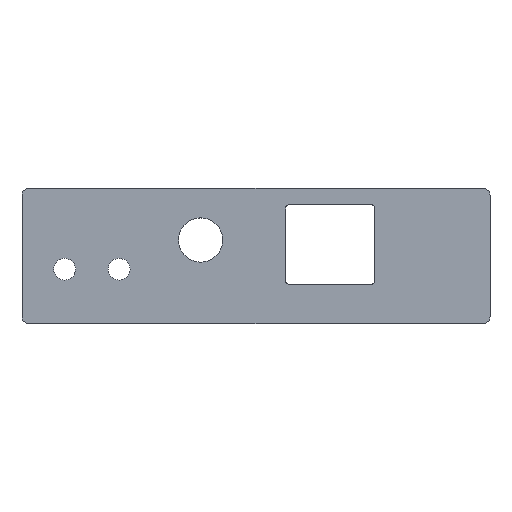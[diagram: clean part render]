
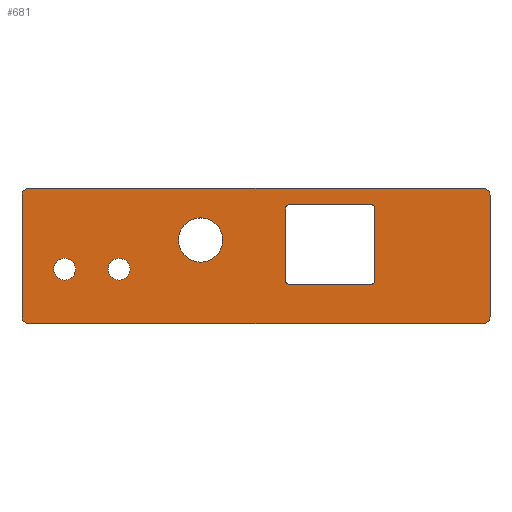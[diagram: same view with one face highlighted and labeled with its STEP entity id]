
A CAD part, top view. The second image highlights one B-rep face of the part: STEP entity #681.
In plain terms, the highlighted planar face has unit normal (0, 0, 1).
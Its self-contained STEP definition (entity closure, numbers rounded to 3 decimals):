
#42 = VERTEX_POINT('',#43);
#43 = CARTESIAN_POINT('',(33.375,9.925,1.6));
#49 = EDGE_CURVE('',#42,#50,#52,.T.);
#50 = VERTEX_POINT('',#51);
#51 = CARTESIAN_POINT('',(34.375,8.925,1.6));
#52 = CIRCLE('',#53,1.);
#53 = AXIS2_PLACEMENT_3D('',#54,#55,#56);
#54 = CARTESIAN_POINT('',(33.375,8.925,1.6));
#55 = DIRECTION('',(0.,0.,-1.));
#56 = DIRECTION('',(0.,1.,0.));
#82 = EDGE_CURVE('',#50,#83,#85,.T.);
#83 = VERTEX_POINT('',#84);
#84 = CARTESIAN_POINT('',(34.375,-8.925,1.6));
#85 = LINE('',#86,#87);
#86 = CARTESIAN_POINT('',(34.375,8.925,1.6));
#87 = VECTOR('',#88,1.);
#88 = DIRECTION('',(0.,-1.,0.));
#113 = EDGE_CURVE('',#83,#114,#116,.T.);
#114 = VERTEX_POINT('',#115);
#115 = CARTESIAN_POINT('',(33.375,-9.925,1.6));
#116 = CIRCLE('',#117,1.);
#117 = AXIS2_PLACEMENT_3D('',#118,#119,#120);
#118 = CARTESIAN_POINT('',(33.375,-8.925,1.6));
#119 = DIRECTION('',(0.,0.,-1.));
#120 = DIRECTION('',(1.,0.,0.));
#146 = EDGE_CURVE('',#114,#147,#149,.T.);
#147 = VERTEX_POINT('',#148);
#148 = CARTESIAN_POINT('',(-33.375,-9.925,1.6));
#149 = LINE('',#150,#151);
#150 = CARTESIAN_POINT('',(33.375,-9.925,1.6));
#151 = VECTOR('',#152,1.);
#152 = DIRECTION('',(-1.,0.,0.));
#177 = EDGE_CURVE('',#147,#178,#180,.T.);
#178 = VERTEX_POINT('',#179);
#179 = CARTESIAN_POINT('',(-34.375,-8.925,1.6));
#180 = CIRCLE('',#181,1.);
#181 = AXIS2_PLACEMENT_3D('',#182,#183,#184);
#182 = CARTESIAN_POINT('',(-33.375,-8.925,1.6));
#183 = DIRECTION('',(0.,0.,-1.));
#184 = DIRECTION('',(0.,-1.,0.));
#210 = EDGE_CURVE('',#178,#211,#213,.T.);
#211 = VERTEX_POINT('',#212);
#212 = CARTESIAN_POINT('',(-34.375,8.925,1.6));
#213 = LINE('',#214,#215);
#214 = CARTESIAN_POINT('',(-34.375,-8.925,1.6));
#215 = VECTOR('',#216,1.);
#216 = DIRECTION('',(0.,1.,0.));
#241 = EDGE_CURVE('',#211,#242,#244,.T.);
#242 = VERTEX_POINT('',#243);
#243 = CARTESIAN_POINT('',(-33.375,9.925,1.6));
#244 = CIRCLE('',#245,1.);
#245 = AXIS2_PLACEMENT_3D('',#246,#247,#248);
#246 = CARTESIAN_POINT('',(-33.375,8.925,1.6));
#247 = DIRECTION('',(0.,0.,-1.));
#248 = DIRECTION('',(-1.,0.,-0.));
#274 = EDGE_CURVE('',#242,#42,#275,.T.);
#275 = LINE('',#276,#277);
#276 = CARTESIAN_POINT('',(-33.375,9.925,1.6));
#277 = VECTOR('',#278,1.);
#278 = DIRECTION('',(1.,0.,0.));
#298 = VERTEX_POINT('',#299);
#299 = CARTESIAN_POINT('',(4.875,7.55,1.6));
#305 = EDGE_CURVE('',#298,#306,#308,.T.);
#306 = VERTEX_POINT('',#307);
#307 = CARTESIAN_POINT('',(4.375,7.05,1.6));
#308 = CIRCLE('',#309,0.5);
#309 = AXIS2_PLACEMENT_3D('',#310,#311,#312);
#310 = CARTESIAN_POINT('',(4.875,7.05,1.6));
#311 = DIRECTION('',(0.,0.,1.));
#312 = DIRECTION('',(0.,1.,0.));
#338 = EDGE_CURVE('',#306,#339,#341,.T.);
#339 = VERTEX_POINT('',#340);
#340 = CARTESIAN_POINT('',(4.375,-3.65,1.6));
#341 = LINE('',#342,#343);
#342 = CARTESIAN_POINT('',(4.375,7.05,1.6));
#343 = VECTOR('',#344,1.);
#344 = DIRECTION('',(0.,-1.,0.));
#369 = EDGE_CURVE('',#339,#370,#372,.T.);
#370 = VERTEX_POINT('',#371);
#371 = CARTESIAN_POINT('',(4.875,-4.15,1.6));
#372 = CIRCLE('',#373,0.5);
#373 = AXIS2_PLACEMENT_3D('',#374,#375,#376);
#374 = CARTESIAN_POINT('',(4.875,-3.65,1.6));
#375 = DIRECTION('',(0.,0.,1.));
#376 = DIRECTION('',(-1.,0.,0.));
#402 = EDGE_CURVE('',#370,#403,#405,.T.);
#403 = VERTEX_POINT('',#404);
#404 = CARTESIAN_POINT('',(16.925,-4.15,1.6));
#405 = LINE('',#406,#407);
#406 = CARTESIAN_POINT('',(4.875,-4.15,1.6));
#407 = VECTOR('',#408,1.);
#408 = DIRECTION('',(1.,0.,0.));
#433 = EDGE_CURVE('',#403,#434,#436,.T.);
#434 = VERTEX_POINT('',#435);
#435 = CARTESIAN_POINT('',(17.425,-3.65,1.6));
#436 = CIRCLE('',#437,0.5);
#437 = AXIS2_PLACEMENT_3D('',#438,#439,#440);
#438 = CARTESIAN_POINT('',(16.925,-3.65,1.6));
#439 = DIRECTION('',(0.,0.,1.));
#440 = DIRECTION('',(0.,-1.,0.));
#466 = EDGE_CURVE('',#434,#467,#469,.T.);
#467 = VERTEX_POINT('',#468);
#468 = CARTESIAN_POINT('',(17.425,7.05,1.6));
#469 = LINE('',#470,#471);
#470 = CARTESIAN_POINT('',(17.425,-3.65,1.6));
#471 = VECTOR('',#472,1.);
#472 = DIRECTION('',(0.,1.,0.));
#497 = EDGE_CURVE('',#467,#498,#500,.T.);
#498 = VERTEX_POINT('',#499);
#499 = CARTESIAN_POINT('',(16.925,7.55,1.6));
#500 = CIRCLE('',#501,0.5);
#501 = AXIS2_PLACEMENT_3D('',#502,#503,#504);
#502 = CARTESIAN_POINT('',(16.925,7.05,1.6));
#503 = DIRECTION('',(0.,0.,1.));
#504 = DIRECTION('',(1.,0.,-0.));
#530 = EDGE_CURVE('',#498,#298,#531,.T.);
#531 = LINE('',#532,#533);
#532 = CARTESIAN_POINT('',(16.925,7.55,1.6));
#533 = VECTOR('',#534,1.);
#534 = DIRECTION('',(-1.,0.,0.));
#554 = VERTEX_POINT('',#555);
#555 = CARTESIAN_POINT('',(-26.505,-1.95,1.6));
#561 = EDGE_CURVE('',#554,#554,#562,.T.);
#562 = CIRCLE('',#563,1.6);
#563 = AXIS2_PLACEMENT_3D('',#564,#565,#566);
#564 = CARTESIAN_POINT('',(-28.105,-1.95,1.6));
#565 = DIRECTION('',(0.,0.,1.));
#566 = DIRECTION('',(1.,0.,-0.));
#587 = VERTEX_POINT('',#588);
#588 = CARTESIAN_POINT('',(-18.505,-1.95,1.6));
#594 = EDGE_CURVE('',#587,#587,#595,.T.);
#595 = CIRCLE('',#596,1.6);
#596 = AXIS2_PLACEMENT_3D('',#597,#598,#599);
#597 = CARTESIAN_POINT('',(-20.105,-1.95,1.6));
#598 = DIRECTION('',(0.,0.,1.));
#599 = DIRECTION('',(1.,0.,-0.));
#620 = VERTEX_POINT('',#621);
#621 = CARTESIAN_POINT('',(-4.875,2.35,1.6));
#627 = EDGE_CURVE('',#620,#620,#628,.T.);
#628 = CIRCLE('',#629,3.25);
#629 = AXIS2_PLACEMENT_3D('',#630,#631,#632);
#630 = CARTESIAN_POINT('',(-8.125,2.35,1.6));
#631 = DIRECTION('',(0.,0.,1.));
#632 = DIRECTION('',(1.,0.,-0.));
#681 = ADVANCED_FACE('',(#682,#692,#702,#705,#708),#711,.T.);
#682 = FACE_BOUND('',#683,.F.);
#683 = EDGE_LOOP('',(#684,#685,#686,#687,#688,#689,#690,#691));
#684 = ORIENTED_EDGE('',*,*,#49,.T.);
#685 = ORIENTED_EDGE('',*,*,#82,.T.);
#686 = ORIENTED_EDGE('',*,*,#113,.T.);
#687 = ORIENTED_EDGE('',*,*,#146,.T.);
#688 = ORIENTED_EDGE('',*,*,#177,.T.);
#689 = ORIENTED_EDGE('',*,*,#210,.T.);
#690 = ORIENTED_EDGE('',*,*,#241,.T.);
#691 = ORIENTED_EDGE('',*,*,#274,.T.);
#692 = FACE_BOUND('',#693,.F.);
#693 = EDGE_LOOP('',(#694,#695,#696,#697,#698,#699,#700,#701));
#694 = ORIENTED_EDGE('',*,*,#305,.T.);
#695 = ORIENTED_EDGE('',*,*,#338,.T.);
#696 = ORIENTED_EDGE('',*,*,#369,.T.);
#697 = ORIENTED_EDGE('',*,*,#402,.T.);
#698 = ORIENTED_EDGE('',*,*,#433,.T.);
#699 = ORIENTED_EDGE('',*,*,#466,.T.);
#700 = ORIENTED_EDGE('',*,*,#497,.T.);
#701 = ORIENTED_EDGE('',*,*,#530,.T.);
#702 = FACE_BOUND('',#703,.F.);
#703 = EDGE_LOOP('',(#704));
#704 = ORIENTED_EDGE('',*,*,#561,.T.);
#705 = FACE_BOUND('',#706,.F.);
#706 = EDGE_LOOP('',(#707));
#707 = ORIENTED_EDGE('',*,*,#594,.T.);
#708 = FACE_BOUND('',#709,.F.);
#709 = EDGE_LOOP('',(#710));
#710 = ORIENTED_EDGE('',*,*,#627,.T.);
#711 = PLANE('',#712);
#712 = AXIS2_PLACEMENT_3D('',#713,#714,#715);
#713 = CARTESIAN_POINT('',(0.,0.,1.6));
#714 = DIRECTION('',(0.,0.,1.));
#715 = DIRECTION('',(1.,0.,-0.));
